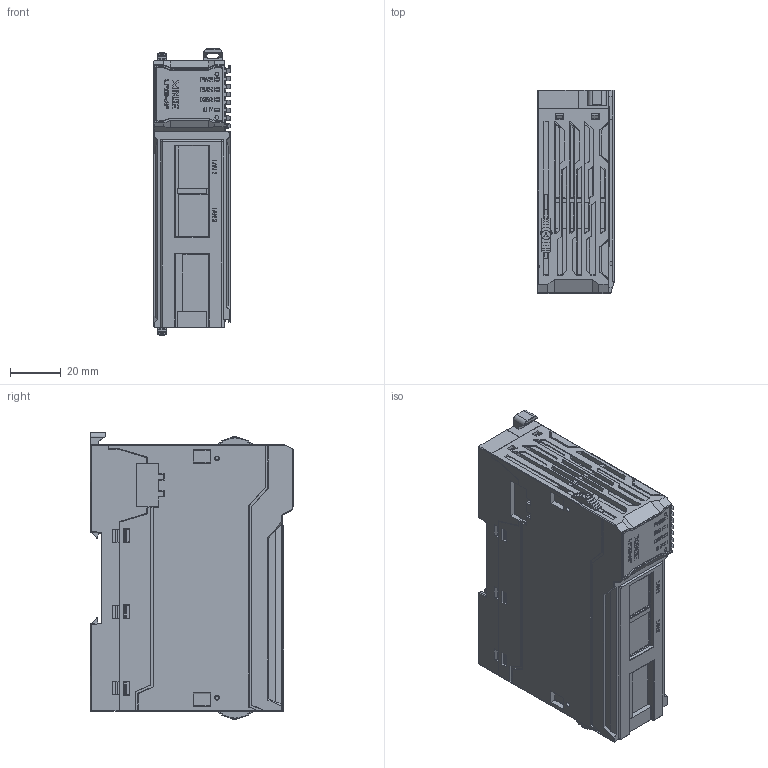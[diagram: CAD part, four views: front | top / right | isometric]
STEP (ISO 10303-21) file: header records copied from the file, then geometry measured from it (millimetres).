
FILE_DESCRIPTION(/* description */ (''),/* implementation_level */ '2;1');
FILE_NAME(/* name */ 'LMI3-AP-官网图-250723.stp',/* time_stamp */ '2025-07-23T10:34:00+08:00',/* author */ (''),/* organization */ (''),/* preprocessor_version */ 'ST-DEVELOPER v16.7',/* originating_system */ 'SIEMENS PLM Software NX 12.0',/* authorisation */ '');
FILE_SCHEMA (('AUTOMOTIVE_DESIGN { 1 0 10303 214 3 1 1 1 }'));
Products named in the file (5): 图块 02; 图块 01; LMF3-AP-贴膜-250430(1); LMF3-AP-250430(5); LMF3-AP-官网图-250430_stp
Assembly tree (4 placements, depth 3):
  LMF3-AP-官网图-250430_stp
    LMF3-AP-250430(5)
      图块 01
      图块 02
    LMF3-AP-贴膜-250430(1)
Bounding box: 30 x 80 x 112.9 mm (x, y, z)
Surface area: 78689.7 mm2
Topology: 8 solids, 42 shells, 2683 faces, 9676 edges, 7053 vertices
Faces by surface type: plane 2005, cylinder 438, bspline 207, cone 19, torus 8, sphere 6
Entity records: 112835 total; most frequent: CARTESIAN_POINT 32963, ORIENTED_EDGE 17372, DIRECTION 13963, EDGE_CURVE 9667, LINE 7563, VECTOR 7563, VERTEX_POINT 7051, AXIS2_PLACEMENT_3D 3200
